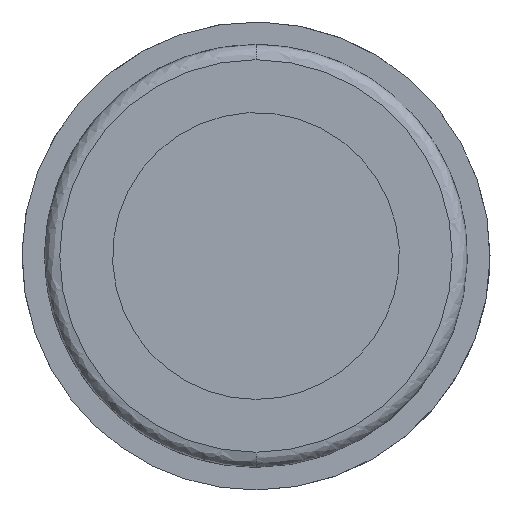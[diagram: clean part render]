
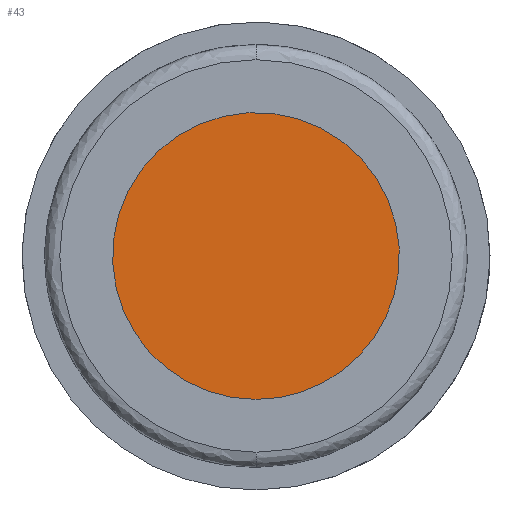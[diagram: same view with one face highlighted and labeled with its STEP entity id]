
A CAD part, front view. The second image highlights one B-rep face of the part: STEP entity #43.
In plain terms, the highlighted planar face has unit normal (0, -1, 0).
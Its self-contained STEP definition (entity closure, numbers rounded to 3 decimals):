
#43=ADVANCED_FACE('',(#97),#96,.T.);
#96=PLANE('',#328);
#97=FACE_OUTER_BOUND('',#329,.T.);
#325=CARTESIAN_POINT('',(-19.745,9.8,21.85));
#326=DIRECTION('',(0.,-1.,0.));
#327=DIRECTION('',(0.,0.,-1.));
#328=AXIS2_PLACEMENT_3D('',#325,#326,#327);
#329=EDGE_LOOP('',(#571,#572,#573));
#571=ORIENTED_EDGE('',*,*,#715,.T.);
#572=ORIENTED_EDGE('',*,*,#716,.T.);
#573=ORIENTED_EDGE('',*,*,#717,.T.);
#715=EDGE_CURVE('',#865,#866,#867,.T.);
#716=EDGE_CURVE('',#866,#873,#874,.T.);
#717=EDGE_CURVE('',#873,#865,#880,.T.);
#865=VERTEX_POINT('',#1325);
#866=VERTEX_POINT('',#1326);
#867=CIRCLE('',#1330,9.5);
#873=VERTEX_POINT('',#1331);
#874=CIRCLE('',#1335,9.5);
#880=CIRCLE('',#1339,9.5);
#1325=CARTESIAN_POINT('',(0.,9.8,-9.5));
#1326=CARTESIAN_POINT('',(9.433,9.8,-1.123));
#1327=CARTESIAN_POINT('',(0.,9.8,0.));
#1328=DIRECTION('',(0.,-1.,0.));
#1329=DIRECTION('',(0.,0.,-1.));
#1330=AXIS2_PLACEMENT_3D('',#1327,#1328,#1329);
#1331=CARTESIAN_POINT('',(-9.434,9.8,1.121));
#1332=CARTESIAN_POINT('',(0.,9.8,0.));
#1333=DIRECTION('',(0.,-1.,0.));
#1334=DIRECTION('',(0.,0.,-1.));
#1335=AXIS2_PLACEMENT_3D('',#1332,#1333,#1334);
#1336=CARTESIAN_POINT('',(0.,9.8,0.));
#1337=DIRECTION('',(0.,-1.,0.));
#1338=DIRECTION('',(0.,0.,-1.));
#1339=AXIS2_PLACEMENT_3D('',#1336,#1337,#1338);
